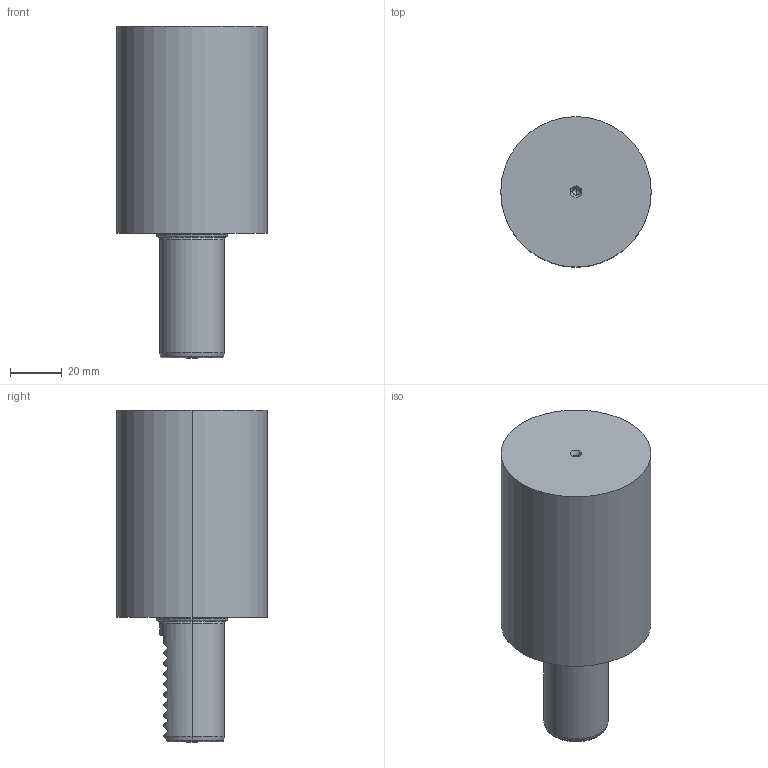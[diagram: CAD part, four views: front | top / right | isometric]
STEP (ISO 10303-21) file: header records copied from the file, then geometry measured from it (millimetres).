
FILE_DESCRIPTION (( 'STEP AP203' ), '1' );
FILE_NAME ('STEP.STEP', '2020-05-11T08:40:00', ( '' ), ( '' ), 'SwSTEP 2.0', 'SolidWorks 2017', '' );
FILE_SCHEMA (( 'CONFIG_CONTROL_DESIGN' ));
Length unit declared in the file: millimetre
Products named in the file (1): STEP
Bounding box: 58 x 58 x 128 mm (x, y, z)
Volume: 233028.8 mm3; surface area: 24658.3 mm2
Topology: 2 solids, 2 shells, 91 faces, 230 edges, 141 vertices
Faces by surface type: plane 36, cylinder 23, cone 19, bspline 13
Entity records: 3232 total; most frequent: CARTESIAN_POINT 1174, ORIENTED_EDGE 448, DIRECTION 382, EDGE_CURVE 224, AXIS2_PLACEMENT_3D 145, VERTEX_POINT 141, EDGE_LOOP 97, VECTOR 92
